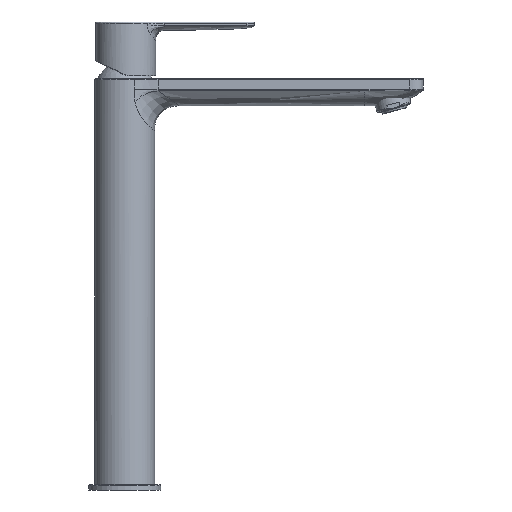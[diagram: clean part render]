
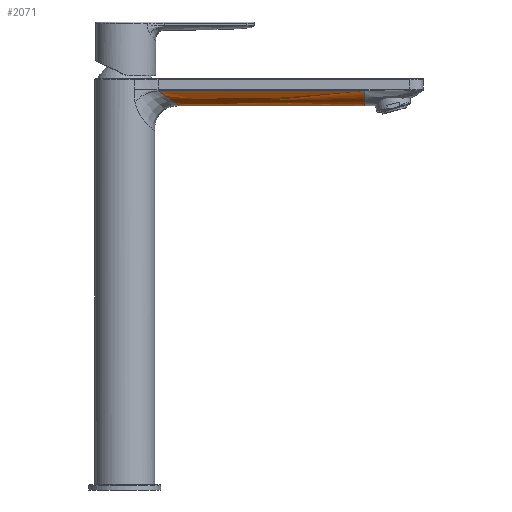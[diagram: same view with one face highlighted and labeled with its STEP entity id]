
A CAD part, front view. The second image highlights one B-rep face of the part: STEP entity #2071.
In plain terms, the highlighted free-form (B-spline) face has degree [3, 1] with [7, 2] control points.
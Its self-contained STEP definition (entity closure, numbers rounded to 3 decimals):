
#337=B_SPLINE_SURFACE_WITH_KNOTS('',3,1,((#9908,#9909),(#9910,#9911),(#9912,
#9913),(#9914,#9915),(#9916,#9917),(#9918,#9919),(#9920,#9921)),
 .SURF_OF_LINEAR_EXTRUSION.,.F.,.F.,.F.,(4,1,1,1,4),(2,2),(0.026,
0.27,0.513,0.757,1.),
(0.,1.),.UNSPECIFIED.);
#722=ORIENTED_EDGE('',*,*,#1124,.F.);
#723=ORIENTED_EDGE('',*,*,#1125,.F.);
#724=ORIENTED_EDGE('',*,*,#1105,.T.);
#725=ORIENTED_EDGE('',*,*,#1108,.T.);
#1105=EDGE_CURVE('',#1380,#1359,#1634,.F.);
#1108=EDGE_CURVE('',#1359,#1381,#1637,.T.);
#1124=EDGE_CURVE('',#1388,#1381,#1651,.F.);
#1125=EDGE_CURVE('',#1380,#1388,#1652,.F.);
#1359=VERTEX_POINT('',#8563);
#1380=VERTEX_POINT('',#9440);
#1381=VERTEX_POINT('',#9544);
#1388=VERTEX_POINT('',#9926);
#1634=B_SPLINE_CURVE_WITH_KNOTS('',3,(#9436,#9437,#9438,#9439),
 .UNSPECIFIED.,.F.,.F.,(4,4),(0.,1.),.UNSPECIFIED.);
#1637=B_SPLINE_CURVE_WITH_KNOTS('',3,(#9545,#9546,#9547,#9548,#9549,#9550,
#9551,#9552),.UNSPECIFIED.,.F.,.F.,(4,1,1,1,1,4),(0.,0.25,0.5,0.75,0.875,
1.),.UNSPECIFIED.);
#1651=B_SPLINE_CURVE_WITH_KNOTS('',3,(#9922,#9923,#9924,#9925),
 .UNSPECIFIED.,.F.,.F.,(4,4),(0.,1.),.UNSPECIFIED.);
#1652=B_SPLINE_CURVE_WITH_KNOTS('',3,(#9927,#9928,#9929,#9930,#9931,#9932,
#9933,#9934,#9935,#9936,#9937,#9938,#9939,#9940,#9941,#9942,#9943,#9944,
#9945,#9946,#9947,#9948,#9949,#9950,#9951,#9952),.UNSPECIFIED.,.F.,.F.,
(4,1,1,1,1,1,1,1,1,1,1,1,1,1,1,1,1,1,1,1,1,1,1,4),(0.,0.125,0.188,0.25,
0.281,0.313,0.344,0.375,0.406,0.438,0.5,0.531,0.563,0.594,
0.625,0.656,0.688,0.75,0.813,0.844,0.875,0.906,0.938,1.),
 .UNSPECIFIED.);
#1783=EDGE_LOOP('',(#722,#723,#724,#725));
#1920=FACE_BOUND('',#1783,.T.);
#2071=ADVANCED_FACE('',(#1920),#337,.T.);
#8563=CARTESIAN_POINT('',(-200.15,-0.001,258.74));
#9436=CARTESIAN_POINT('',(-200.15,-0.001,258.74));
#9437=CARTESIAN_POINT('',(-241.454,0.,258.74));
#9438=CARTESIAN_POINT('',(-282.759,0.,258.74));
#9439=CARTESIAN_POINT('',(-324.063,0.,258.74));
#9440=CARTESIAN_POINT('',(-324.063,0.,258.74));
#9544=CARTESIAN_POINT('',(-200.15,-16.082,268.672));
#9545=CARTESIAN_POINT('',(-200.15,-0.001,258.74));
#9546=CARTESIAN_POINT('',(-200.15,-1.682,258.74));
#9547=CARTESIAN_POINT('',(-200.15,-5.026,259.167));
#9548=CARTESIAN_POINT('',(-200.15,-9.718,261.071));
#9549=CARTESIAN_POINT('',(-200.15,-12.961,263.745));
#9550=CARTESIAN_POINT('',(-200.15,-14.965,266.443));
#9551=CARTESIAN_POINT('',(-200.15,-15.742,267.908));
#9552=CARTESIAN_POINT('',(-200.15,-16.082,268.672));
#9908=CARTESIAN_POINT('',(-339.519,-16.13,268.784));
#9909=CARTESIAN_POINT('',(-199.319,-16.131,268.784));
#9910=CARTESIAN_POINT('',(-339.519,-15.455,267.24));
#9911=CARTESIAN_POINT('',(-199.319,-15.456,267.241));
#9912=CARTESIAN_POINT('',(-339.519,-13.68,264.358));
#9913=CARTESIAN_POINT('',(-199.319,-13.681,264.358));
#9914=CARTESIAN_POINT('',(-339.519,-9.77,261.097));
#9915=CARTESIAN_POINT('',(-199.319,-9.771,261.097));
#9916=CARTESIAN_POINT('',(-339.519,-5.056,259.172));
#9917=CARTESIAN_POINT('',(-199.319,-5.057,259.173));
#9918=CARTESIAN_POINT('',(-339.519,-1.691,258.74));
#9919=CARTESIAN_POINT('',(-199.319,-1.692,258.74));
#9920=CARTESIAN_POINT('',(-339.519,0.,258.74));
#9921=CARTESIAN_POINT('',(-199.319,-0.001,258.74));
#9922=CARTESIAN_POINT('',(-200.15,-16.082,268.672));
#9923=CARTESIAN_POINT('',(-246.329,-16.082,268.673));
#9924=CARTESIAN_POINT('',(-292.509,-16.082,268.673));
#9925=CARTESIAN_POINT('',(-338.688,-16.082,268.674));
#9926=CARTESIAN_POINT('',(-338.688,-16.082,268.673));
#9927=CARTESIAN_POINT('',(-338.688,-16.082,268.673));
#9928=CARTESIAN_POINT('',(-337.767,-15.803,268.047));
#9929=CARTESIAN_POINT('',(-336.438,-15.337,267.145));
#9930=CARTESIAN_POINT('',(-334.787,-14.627,266.024));
#9931=CARTESIAN_POINT('',(-333.784,-14.132,265.342));
#9932=CARTESIAN_POINT('',(-333.05,-13.737,264.845));
#9933=CARTESIAN_POINT('',(-332.4,-13.361,264.403));
#9934=CARTESIAN_POINT('',(-331.858,-13.025,264.036));
#9935=CARTESIAN_POINT('',(-331.259,-12.628,263.63));
#9936=CARTESIAN_POINT('',(-330.689,-12.222,263.243));
#9937=CARTESIAN_POINT('',(-329.918,-11.629,262.719));
#9938=CARTESIAN_POINT('',(-329.229,-11.037,262.251));
#9939=CARTESIAN_POINT('',(-328.517,-10.346,261.766));
#9940=CARTESIAN_POINT('',(-328.034,-9.838,261.438));
#9941=CARTESIAN_POINT('',(-327.516,-9.241,261.085));
#9942=CARTESIAN_POINT('',(-327.092,-8.705,260.796));
#9943=CARTESIAN_POINT('',(-326.631,-8.067,260.482));
#9944=CARTESIAN_POINT('',(-326.085,-7.222,260.109));
#9945=CARTESIAN_POINT('',(-325.491,-6.146,259.704));
#9946=CARTESIAN_POINT('',(-324.963,-4.903,259.347));
#9947=CARTESIAN_POINT('',(-324.64,-3.913,259.128));
#9948=CARTESIAN_POINT('',(-324.443,-3.189,258.995));
#9949=CARTESIAN_POINT('',(-324.27,-2.374,258.879));
#9950=CARTESIAN_POINT('',(-324.112,-1.322,258.773));
#9951=CARTESIAN_POINT('',(-324.063,-0.527,258.74));
#9952=CARTESIAN_POINT('',(-324.063,0.,258.74));
